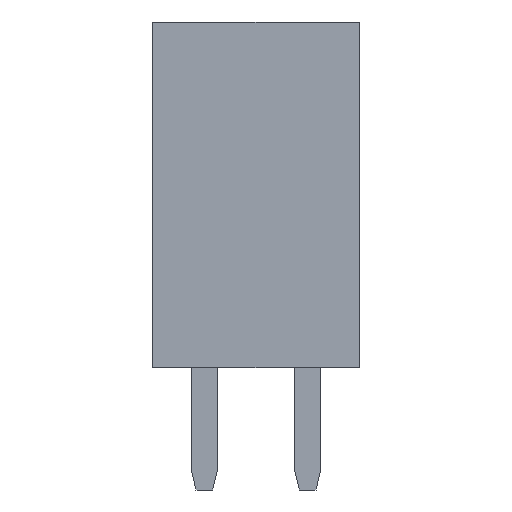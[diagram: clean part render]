
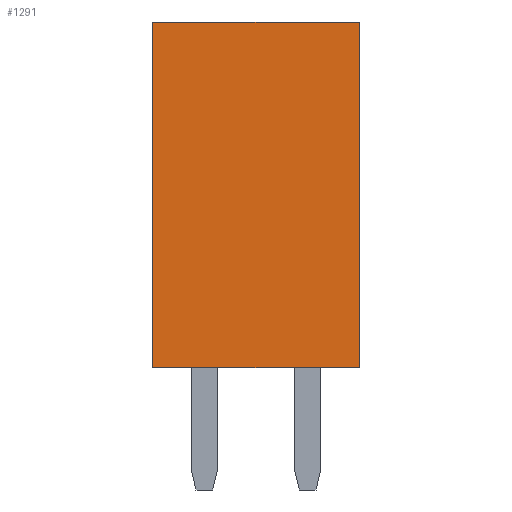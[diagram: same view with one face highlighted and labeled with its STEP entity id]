
A CAD part, left-side view. The second image highlights one B-rep face of the part: STEP entity #1291.
In plain terms, the highlighted planar face has unit normal (-1, 0, 0).
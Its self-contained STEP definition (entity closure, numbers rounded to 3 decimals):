
#845 = VERTEX_POINT('',#846);
#846 = CARTESIAN_POINT('',(-1.25,1.27,0.));
#854 = EDGE_CURVE('',#845,#855,#857,.T.);
#855 = VERTEX_POINT('',#856);
#856 = CARTESIAN_POINT('',(-1.25,1.27,8.5));
#857 = LINE('',#858,#859);
#858 = CARTESIAN_POINT('',(-1.25,1.27,0.));
#859 = VECTOR('',#860,1.);
#860 = DIRECTION('',(0.,0.,1.));
#935 = EDGE_CURVE('',#936,#845,#938,.T.);
#936 = VERTEX_POINT('',#937);
#937 = CARTESIAN_POINT('',(-1.25,-3.81,0.));
#938 = LINE('',#939,#940);
#939 = CARTESIAN_POINT('',(-1.25,-3.81,0.));
#940 = VECTOR('',#941,1.);
#941 = DIRECTION('',(0.,1.,0.));
#1204 = EDGE_CURVE('',#1205,#855,#1207,.T.);
#1205 = VERTEX_POINT('',#1206);
#1206 = CARTESIAN_POINT('',(-1.25,-3.81,8.5));
#1207 = LINE('',#1208,#1209);
#1208 = CARTESIAN_POINT('',(-1.25,-3.81,8.5));
#1209 = VECTOR('',#1210,1.);
#1210 = DIRECTION('',(0.,1.,0.));
#1291 = ADVANCED_FACE('',(#1292),#1303,.T.);
#1292 = FACE_BOUND('',#1293,.T.);
#1293 = EDGE_LOOP('',(#1294,#1300,#1301,#1302));
#1294 = ORIENTED_EDGE('',*,*,#1295,.T.);
#1295 = EDGE_CURVE('',#936,#1205,#1296,.T.);
#1296 = LINE('',#1297,#1298);
#1297 = CARTESIAN_POINT('',(-1.25,-3.81,0.));
#1298 = VECTOR('',#1299,1.);
#1299 = DIRECTION('',(0.,0.,1.));
#1300 = ORIENTED_EDGE('',*,*,#1204,.T.);
#1301 = ORIENTED_EDGE('',*,*,#854,.F.);
#1302 = ORIENTED_EDGE('',*,*,#935,.F.);
#1303 = PLANE('',#1304);
#1304 = AXIS2_PLACEMENT_3D('',#1305,#1306,#1307);
#1305 = CARTESIAN_POINT('',(-1.25,-3.81,0.));
#1306 = DIRECTION('',(-1.,0.,0.));
#1307 = DIRECTION('',(0.,1.,0.));
